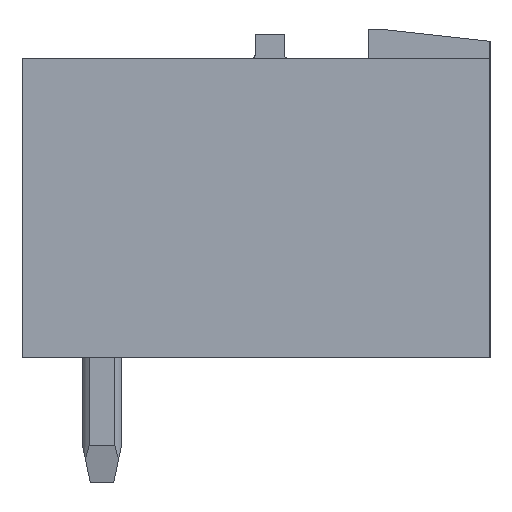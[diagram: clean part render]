
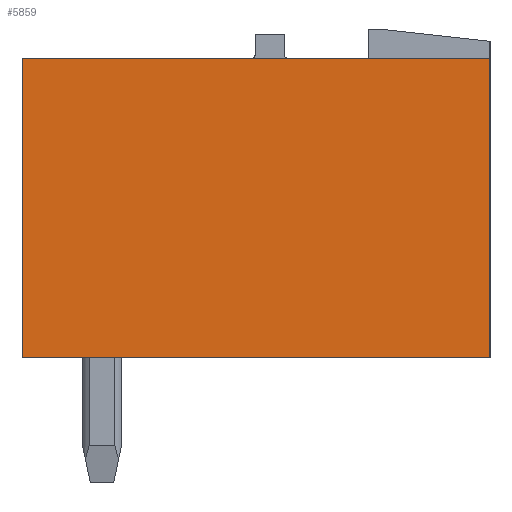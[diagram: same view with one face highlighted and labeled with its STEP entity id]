
A CAD part, left-side view. The second image highlights one B-rep face of the part: STEP entity #5859.
In plain terms, the highlighted planar face has unit normal (-1, 0, 0).
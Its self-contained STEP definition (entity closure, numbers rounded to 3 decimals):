
#5851=AXIS2_PLACEMENT_3D('Plane Axis2P3D',#5848,#5849,#5850) ;
#453=CARTESIAN_POINT('Vertex',(0.,12.,10.88)) ;
#456=CARTESIAN_POINT('Line Origine',(0.,6.,10.88)) ;
#460=CARTESIAN_POINT('Vertex',(0.,0.,10.88)) ;
#665=CARTESIAN_POINT('Vertex',(0.,12.,3.2)) ;
#668=CARTESIAN_POINT('Line Origine',(0.,12.,7.04)) ;
#696=CARTESIAN_POINT('Vertex',(0.,0.,3.2)) ;
#699=CARTESIAN_POINT('Line Origine',(0.,6.,3.2)) ;
#2978=CARTESIAN_POINT('Line Origine',(0.,0.,7.04)) ;
#5848=CARTESIAN_POINT('Axis2P3D Location',(0.,0.,0.)) ;
#457=DIRECTION('Vector Direction',(0.,1.,0.)) ;
#669=DIRECTION('Vector Direction',(0.,0.,1.)) ;
#700=DIRECTION('Vector Direction',(0.,1.,0.)) ;
#2979=DIRECTION('Vector Direction',(0.,0.,-1.)) ;
#5849=DIRECTION('Axis2P3D Direction',(-1.,0.,0.)) ;
#5850=DIRECTION('Axis2P3D XDirection',(0.,-1.,0.)) ;
#458=VECTOR('Line Direction',#457,1.) ;
#670=VECTOR('Line Direction',#669,1.) ;
#701=VECTOR('Line Direction',#700,1.) ;
#2980=VECTOR('Line Direction',#2979,1.) ;
#5854=ORIENTED_EDGE('',*,*,#2982,.T.) ;
#5855=ORIENTED_EDGE('',*,*,#462,.T.) ;
#5856=ORIENTED_EDGE('',*,*,#672,.T.) ;
#5857=ORIENTED_EDGE('',*,*,#703,.T.) ;
#5859=ADVANCED_FACE('Housing',(#5858),#5852,.T.) ;
#462=EDGE_CURVE('',#461,#454,#459,.T.) ;
#672=EDGE_CURVE('',#454,#666,#671,.F.) ;
#703=EDGE_CURVE('',#666,#697,#702,.F.) ;
#2982=EDGE_CURVE('',#697,#461,#2981,.F.) ;
#5853=EDGE_LOOP('',(#5854,#5855,#5856,#5857)) ;
#5858=FACE_OUTER_BOUND('',#5853,.T.) ;
#459=LINE('Line',#456,#458) ;
#671=LINE('Line',#668,#670) ;
#702=LINE('Line',#699,#701) ;
#2981=LINE('Line',#2978,#2980) ;
#5852=PLANE('',#5851) ;
#454=VERTEX_POINT('',#453) ;
#461=VERTEX_POINT('',#460) ;
#666=VERTEX_POINT('',#665) ;
#697=VERTEX_POINT('',#696) ;
